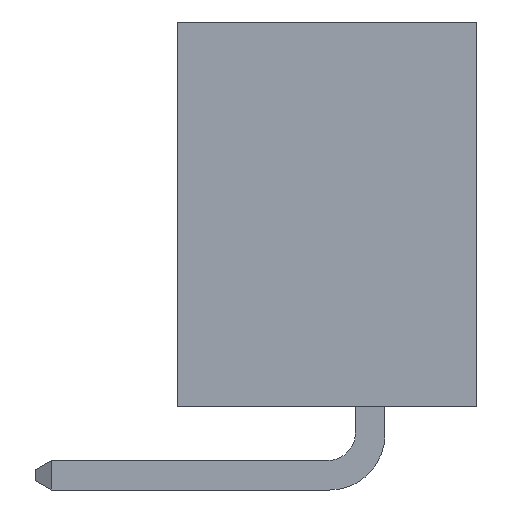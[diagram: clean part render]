
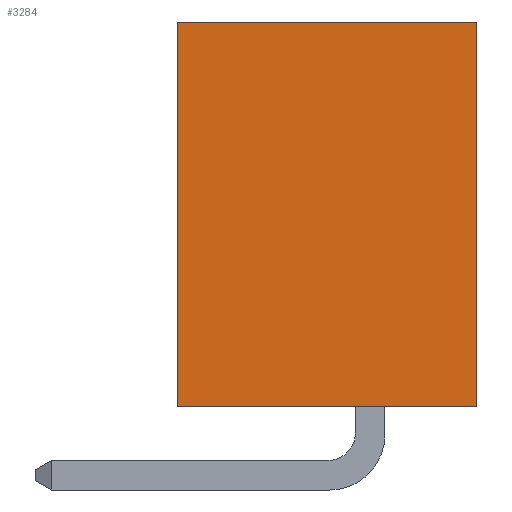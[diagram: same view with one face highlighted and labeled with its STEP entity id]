
A CAD part, front view. The second image highlights one B-rep face of the part: STEP entity #3284.
In plain terms, the highlighted planar face has unit normal (0, -1, 0).
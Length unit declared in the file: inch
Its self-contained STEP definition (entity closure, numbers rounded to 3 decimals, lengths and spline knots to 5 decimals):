
#2177=CARTESIAN_POINT('',(0.12795,-0.12795,0.32874));
#2178=VERTEX_POINT('',#2177);
#2193=CARTESIAN_POINT('',(-0.12795,-0.12795,0.32874));
#2194=VERTEX_POINT('',#2193);
#2201=CARTESIAN_POINT('',(0.12795,-0.12795,0.32874));
#2202=DIRECTION('',(-1.0,0.0,0.0));
#2203=VECTOR('',#2202,0.25591);
#2204=LINE('',#2201,#2203);
#2205=EDGE_CURVE('',#2178,#2194,#2204,.T.);
#2567=CARTESIAN_POINT('',(0.12795,-0.12795,0.0));
#2568=VERTEX_POINT('',#2567);
#2575=CARTESIAN_POINT('',(-0.12795,-0.12795,0.0));
#2576=VERTEX_POINT('',#2575);
#2577=CARTESIAN_POINT('',(0.12795,-0.12795,0.0));
#2578=DIRECTION('',(-1.0,0.0,0.0));
#2579=VECTOR('',#2578,0.25591);
#2580=LINE('',#2577,#2579);
#2581=EDGE_CURVE('',#2568,#2576,#2580,.T.);
#3240=CARTESIAN_POINT('',(0.12795,-0.12795,0.0));
#3241=DIRECTION('',(0.0,0.0,1.0));
#3242=VECTOR('',#3241,0.32874);
#3243=LINE('',#3240,#3242);
#3244=EDGE_CURVE('',#2568,#2178,#3243,.T.);
#3268=CARTESIAN_POINT('',(-0.14075,-0.12795,0.34518));
#3269=DIRECTION('',(0.0,-1.0,0.0));
#3270=DIRECTION('',(0.0,0.0,-1.0));
#3271=AXIS2_PLACEMENT_3D('',#3268,#3269,#3270);
#3272=PLANE('',#3271);
#3273=CARTESIAN_POINT('',(-0.12795,-0.12795,0.0));
#3274=DIRECTION('',(0.0,0.0,1.0));
#3275=VECTOR('',#3274,0.32874);
#3276=LINE('',#3273,#3275);
#3277=EDGE_CURVE('',#2576,#2194,#3276,.T.);
#3278=ORIENTED_EDGE('',*,*,#3277,.F.);
#3279=ORIENTED_EDGE('',*,*,#2581,.F.);
#3280=ORIENTED_EDGE('',*,*,#3244,.T.);
#3281=ORIENTED_EDGE('',*,*,#2205,.T.);
#3282=EDGE_LOOP('',(#3278,#3279,#3280,#3281));
#3283=FACE_OUTER_BOUND('',#3282,.T.);
#3284=ADVANCED_FACE('',(#3283),#3272,.T.);
